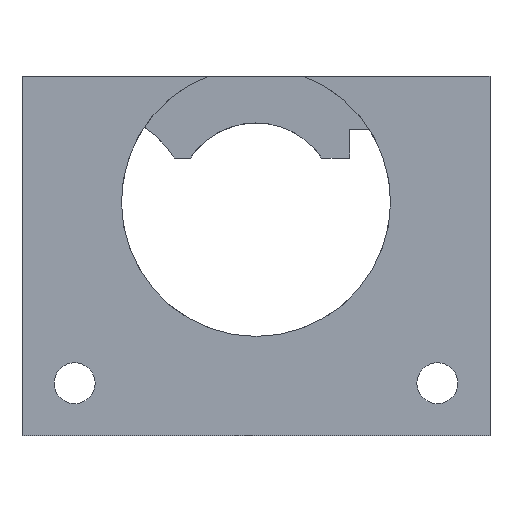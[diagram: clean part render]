
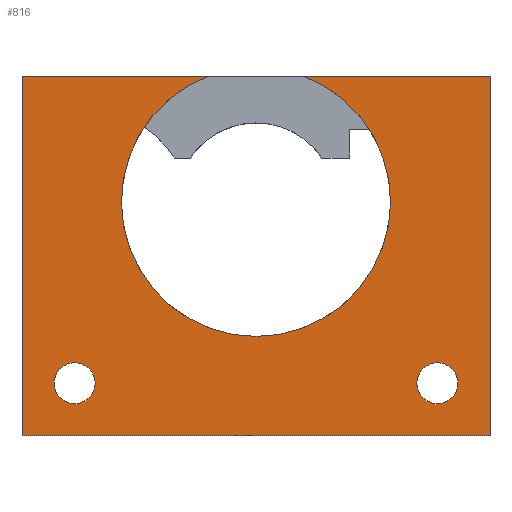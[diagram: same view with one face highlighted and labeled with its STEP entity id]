
A CAD part, front view. The second image highlights one B-rep face of the part: STEP entity #816.
In plain terms, the highlighted planar face has unit normal (0, -1, 0).
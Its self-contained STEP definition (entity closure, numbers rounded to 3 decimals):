
#1 = AXIS2_PLACEMENT_3D ( 'NONE', #1003, #217, #1133 ) ;
#46 = LINE ( 'NONE', #515, #256 ) ;
#114 = DIRECTION ( 'NONE',  ( 0., 1., 0. ) ) ;
#156 = CARTESIAN_POINT ( 'NONE',  ( 15.5, 0., -15.5 ) ) ;
#180 = CARTESIAN_POINT ( 'NONE',  ( 15.5, 0., -17.25 ) ) ;
#198 = AXIS2_PLACEMENT_3D ( 'NONE', #993, #207, #1116 ) ;
#207 = DIRECTION ( 'NONE',  ( 0., 1., 0. ) ) ;
#217 = DIRECTION ( 'NONE',  ( 0., 1., 0. ) ) ;
#220 = EDGE_CURVE ( 'NONE', #771, #255, #765, .T. ) ;
#227 = DIRECTION ( 'NONE',  ( 0., 0., -1. ) ) ;
#230 = DIRECTION ( 'NONE',  ( 0., 1., 0. ) ) ;
#238 = CARTESIAN_POINT ( 'NONE',  ( -15.5, 0., -15.5 ) ) ;
#244 = CARTESIAN_POINT ( 'NONE',  ( 20., 0., 10.75 ) ) ;
#255 = VERTEX_POINT ( 'NONE', #363 ) ;
#256 = VECTOR ( 'NONE', #1053, 1000. ) ;
#276 = CARTESIAN_POINT ( 'NONE',  ( -20., 0., -20. ) ) ;
#287 = CIRCLE ( 'NONE', #1490, 11.5 ) ;
#303 = DIRECTION ( 'NONE',  ( 1., 0., 0. ) ) ;
#337 = CIRCLE ( 'NONE', #1, 1.75 ) ;
#358 = CARTESIAN_POINT ( 'NONE',  ( -20., 0., 10.75 ) ) ;
#363 = CARTESIAN_POINT ( 'NONE',  ( -4.085, 0., 10.75 ) ) ;
#368 = AXIS2_PLACEMENT_3D ( 'NONE', #653, #643, #639 ) ;
#372 = CIRCLE ( 'NONE', #198, 1.75 ) ;
#382 = AXIS2_PLACEMENT_3D ( 'NONE', #583, #582, #580 ) ;
#389 = AXIS2_PLACEMENT_3D ( 'NONE', #156, #114, #1512 ) ;
#404 = EDGE_CURVE ( 'NONE', #1456, #1250, #738, .T. ) ;
#421 = AXIS2_PLACEMENT_3D ( 'NONE', #238, #230, #227 ) ;
#424 = CIRCLE ( 'NONE', #421, 1.75 ) ;
#472 = CARTESIAN_POINT ( 'NONE',  ( -15.5, 0., -13.75 ) ) ;
#500 = CARTESIAN_POINT ( 'NONE',  ( 0., 0., -11.5 ) ) ;
#505 = DIRECTION ( 'NONE',  ( 0., 0., 1. ) ) ;
#515 = CARTESIAN_POINT ( 'NONE',  ( 20., 0., -20. ) ) ;
#520 = LINE ( 'NONE', #523, #588 ) ;
#523 = CARTESIAN_POINT ( 'NONE',  ( -20., 0., -20. ) ) ;
#529 = CARTESIAN_POINT ( 'NONE',  ( 20., 0., 10.75 ) ) ;
#534 = DIRECTION ( 'NONE',  ( 1., 0., 0. ) ) ;
#538 = VECTOR ( 'NONE', #534, 1000. ) ;
#539 = CARTESIAN_POINT ( 'NONE',  ( 4.085, 0., 10.75 ) ) ;
#541 = DIRECTION ( 'NONE',  ( 0., 0., -1. ) ) ;
#550 = LINE ( 'NONE', #539, #538 ) ;
#552 = VECTOR ( 'NONE', #541, 1000. ) ;
#553 = LINE ( 'NONE', #529, #552 ) ;
#560 = CARTESIAN_POINT ( 'NONE',  ( 20., 0., -20. ) ) ;
#572 = CIRCLE ( 'NONE', #382, 11.5 ) ;
#580 = DIRECTION ( 'NONE',  ( 0., 0., 1. ) ) ;
#582 = DIRECTION ( 'NONE',  ( 0., -1., 0. ) ) ;
#583 = CARTESIAN_POINT ( 'NONE',  ( 0., 0., 0. ) ) ;
#588 = VECTOR ( 'NONE', #505, 1000. ) ;
#595 = FACE_BOUND ( 'NONE', #1218, .T. ) ;
#597 = FACE_OUTER_BOUND ( 'NONE', #1467, .T. ) ;
#611 = CARTESIAN_POINT ( 'NONE',  ( 0., 0., 0. ) ) ;
#616 = FACE_BOUND ( 'NONE', #1455, .T. ) ;
#639 = DIRECTION ( 'NONE',  ( 0., 0., 1. ) ) ;
#643 = DIRECTION ( 'NONE',  ( 0., 1., 0. ) ) ;
#645 = CARTESIAN_POINT ( 'NONE',  ( -15.5, 0., -17.25 ) ) ;
#646 = PLANE ( 'NONE',  #368 ) ;
#653 = CARTESIAN_POINT ( 'NONE',  ( 0., 0., 0. ) ) ;
#738 = CIRCLE ( 'NONE', #389, 1.75 ) ;
#751 = DIRECTION ( 'NONE',  ( 0., 0., 1. ) ) ;
#765 = LINE ( 'NONE', #358, #770 ) ;
#770 = VECTOR ( 'NONE', #303, 1000. ) ;
#771 = VERTEX_POINT ( 'NONE', #1022 ) ;
#816 = ADVANCED_FACE ( 'NONE', ( #595, #597, #616 ), #646, .F. ) ;
#877 = EDGE_CURVE ( 'NONE', #255, #999, #572, .T. ) ;
#887 = CARTESIAN_POINT ( 'NONE',  ( 4.085, 0., 10.75 ) ) ;
#928 = VERTEX_POINT ( 'NONE', #560 ) ;
#930 = EDGE_CURVE ( 'NONE', #1557, #1215, #550, .T. ) ;
#943 = EDGE_CURVE ( 'NONE', #1215, #928, #553, .T. ) ;
#962 = EDGE_CURVE ( 'NONE', #1537, #771, #520, .T. ) ;
#993 = CARTESIAN_POINT ( 'NONE',  ( -15.5, 0., -15.5 ) ) ;
#999 = VERTEX_POINT ( 'NONE', #500 ) ;
#1003 = CARTESIAN_POINT ( 'NONE',  ( 15.5, 0., -15.5 ) ) ;
#1022 = CARTESIAN_POINT ( 'NONE',  ( -20., 0., 10.75 ) ) ;
#1053 = DIRECTION ( 'NONE',  ( -1., 0., 0. ) ) ;
#1116 = DIRECTION ( 'NONE',  ( 0., 0., -1. ) ) ;
#1133 = DIRECTION ( 'NONE',  ( 0., 0., 1. ) ) ;
#1140 = ORIENTED_EDGE ( 'NONE', *, *, #404, .T. ) ;
#1141 = ORIENTED_EDGE ( 'NONE', *, *, #943, .F. ) ;
#1143 = ORIENTED_EDGE ( 'NONE', *, *, #930, .F. ) ;
#1147 = ORIENTED_EDGE ( 'NONE', *, *, #1431, .F. ) ;
#1160 = ORIENTED_EDGE ( 'NONE', *, *, #877, .F. ) ;
#1164 = ORIENTED_EDGE ( 'NONE', *, *, #220, .F. ) ;
#1168 = ORIENTED_EDGE ( 'NONE', *, *, #962, .F. ) ;
#1170 = ORIENTED_EDGE ( 'NONE', *, *, #1492, .F. ) ;
#1173 = ORIENTED_EDGE ( 'NONE', *, *, #1311, .T. ) ;
#1179 = ORIENTED_EDGE ( 'NONE', *, *, #1202, .T. ) ;
#1193 = ORIENTED_EDGE ( 'NONE', *, *, #1365, .T. ) ;
#1202 = EDGE_CURVE ( 'NONE', #1378, #1532, #424, .T. ) ;
#1215 = VERTEX_POINT ( 'NONE', #244 ) ;
#1218 = EDGE_LOOP ( 'NONE', ( #1193, #1140 ) ) ;
#1250 = VERTEX_POINT ( 'NONE', #180 ) ;
#1272 = CARTESIAN_POINT ( 'NONE',  ( 15.5, 0., -13.75 ) ) ;
#1311 = EDGE_CURVE ( 'NONE', #1532, #1378, #372, .T. ) ;
#1365 = EDGE_CURVE ( 'NONE', #1250, #1456, #337, .T. ) ;
#1378 = VERTEX_POINT ( 'NONE', #472 ) ;
#1431 = EDGE_CURVE ( 'NONE', #999, #1557, #287, .T. ) ;
#1455 = EDGE_LOOP ( 'NONE', ( #1173, #1179 ) ) ;
#1456 = VERTEX_POINT ( 'NONE', #1272 ) ;
#1467 = EDGE_LOOP ( 'NONE', ( #1141, #1143, #1147, #1160, #1164, #1168, #1170 ) ) ;
#1472 = DIRECTION ( 'NONE',  ( 0., -1., 0. ) ) ;
#1490 = AXIS2_PLACEMENT_3D ( 'NONE', #611, #1472, #751 ) ;
#1492 = EDGE_CURVE ( 'NONE', #928, #1537, #46, .T. ) ;
#1512 = DIRECTION ( 'NONE',  ( 0., 0., 1. ) ) ;
#1532 = VERTEX_POINT ( 'NONE', #645 ) ;
#1537 = VERTEX_POINT ( 'NONE', #276 ) ;
#1557 = VERTEX_POINT ( 'NONE', #887 ) ;
